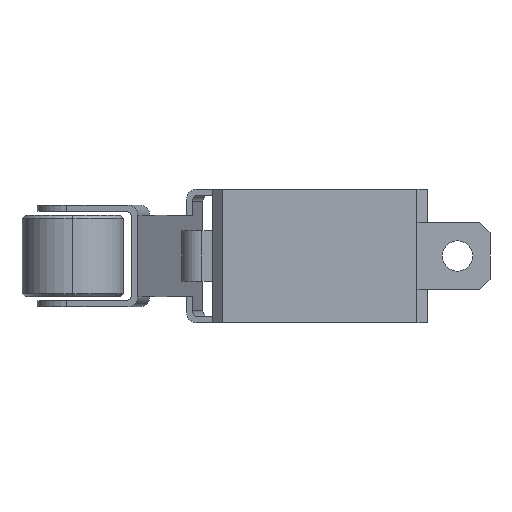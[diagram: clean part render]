
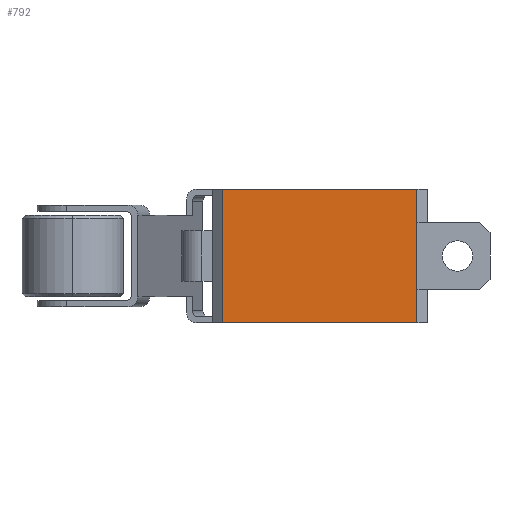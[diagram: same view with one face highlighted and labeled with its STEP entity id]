
A CAD part, left-side view. The second image highlights one B-rep face of the part: STEP entity #792.
In plain terms, the highlighted planar face has unit normal (-1, 0, 0).
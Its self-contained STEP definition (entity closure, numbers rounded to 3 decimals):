
#20 = CARTESIAN_POINT ( 'NONE',  ( 0., 0., 0. ) ) ;
#22 = DIRECTION ( 'NONE',  ( 0., 0., -1. ) ) ;
#147 = VERTEX_POINT ( 'NONE', #391 ) ;
#262 = VECTOR ( 'NONE', #3532, 1000. ) ;
#391 = CARTESIAN_POINT ( 'NONE',  ( 0., 0., 6.6 ) ) ;
#405 = PLANE ( 'NONE',  #1806 ) ;
#501 = LINE ( 'NONE', #2062, #4144 ) ;
#608 = CARTESIAN_POINT ( 'NONE',  ( 0., 0., 0. ) ) ;
#671 = CARTESIAN_POINT ( 'NONE',  ( 0., -9.6, 6.6 ) ) ;
#746 = DIRECTION ( 'NONE',  ( 1., 0., 0. ) ) ;
#792 = ADVANCED_FACE ( 'NONE', ( #1375 ), #405, .F. ) ;
#922 = VERTEX_POINT ( 'NONE', #2109 ) ;
#997 = CARTESIAN_POINT ( 'NONE',  ( 0., 0., 6.6 ) ) ;
#1060 = VERTEX_POINT ( 'NONE', #608 ) ;
#1083 = EDGE_CURVE ( 'NONE', #3647, #922, #1245, .T. ) ;
#1084 = ORIENTED_EDGE ( 'NONE', *, *, #1902, .T. ) ;
#1245 = LINE ( 'NONE', #2521, #2396 ) ;
#1375 = FACE_OUTER_BOUND ( 'NONE', #2782, .T. ) ;
#1698 = CARTESIAN_POINT ( 'NONE',  ( 0., 0., 6.6 ) ) ;
#1774 = DIRECTION ( 'NONE',  ( 0., -1., 0. ) ) ;
#1806 = AXIS2_PLACEMENT_3D ( 'NONE', #1698, #746, #2959 ) ;
#1902 = EDGE_CURVE ( 'NONE', #147, #1060, #3258, .T. ) ;
#2062 = CARTESIAN_POINT ( 'NONE',  ( 0., 0., 6.6 ) ) ;
#2109 = CARTESIAN_POINT ( 'NONE',  ( 0., -9.6, 0. ) ) ;
#2396 = VECTOR ( 'NONE', #3189, 1000. ) ;
#2415 = EDGE_CURVE ( 'NONE', #147, #3647, #501, .T. ) ;
#2521 = CARTESIAN_POINT ( 'NONE',  ( 0., -9.6, 6.6 ) ) ;
#2755 = ORIENTED_EDGE ( 'NONE', *, *, #3552, .T. ) ;
#2782 = EDGE_LOOP ( 'NONE', ( #2755, #3531, #4075, #1084 ) ) ;
#2791 = VECTOR ( 'NONE', #22, 1000. ) ;
#2886 = LINE ( 'NONE', #20, #262 ) ;
#2959 = DIRECTION ( 'NONE',  ( 0., 1., 0. ) ) ;
#3189 = DIRECTION ( 'NONE',  ( 0., 0., -1. ) ) ;
#3258 = LINE ( 'NONE', #997, #2791 ) ;
#3531 = ORIENTED_EDGE ( 'NONE', *, *, #1083, .F. ) ;
#3532 = DIRECTION ( 'NONE',  ( 0., -1., 0. ) ) ;
#3552 = EDGE_CURVE ( 'NONE', #1060, #922, #2886, .T. ) ;
#3647 = VERTEX_POINT ( 'NONE', #671 ) ;
#4075 = ORIENTED_EDGE ( 'NONE', *, *, #2415, .F. ) ;
#4144 = VECTOR ( 'NONE', #1774, 1000. ) ;
